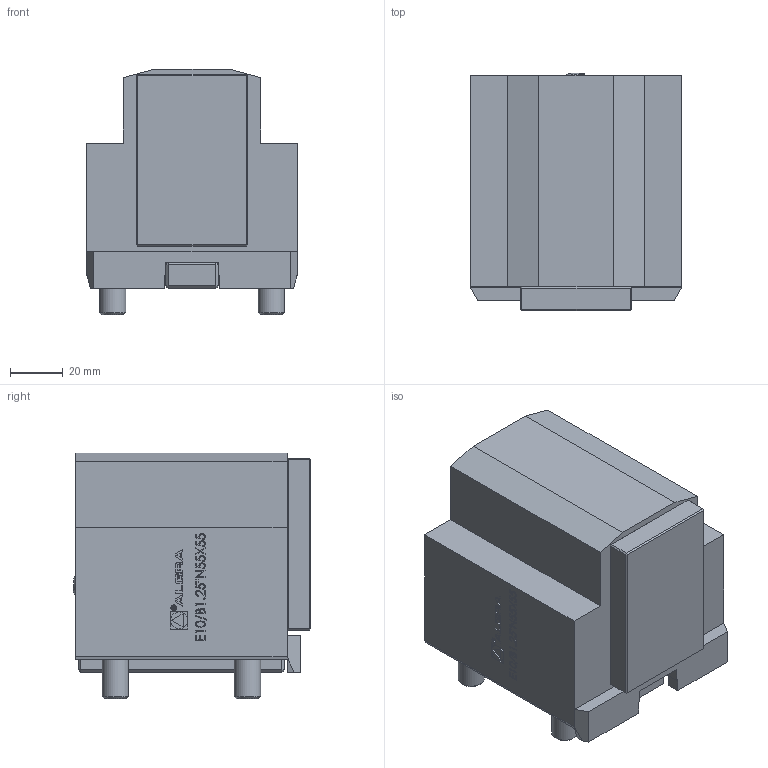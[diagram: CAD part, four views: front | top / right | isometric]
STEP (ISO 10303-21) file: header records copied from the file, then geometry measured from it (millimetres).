
FILE_DESCRIPTION (( 'STEP AP214' ), '1' );
FILE_NAME ('E10B1.25N55X55.STEP', '2025-07-26T07:54:12', ( '' ), ( '' ), 'SwSTEP 2.0', 'SolidWorks 2023', '' );
FILE_SCHEMA (( 'AUTOMOTIVE_DESIGN' ));
Length unit declared in the file: millimetre
Products named in the file (1): E10B1.25N55X55
Bounding box: 80 x 89.91 x 93 mm (x, y, z)
Volume: 410746.9 mm3; surface area: 51285 mm2
Topology: 1 solids, 1 shells, 411 faces, 1063 edges, 690 vertices
Faces by surface type: plane 298, bspline 73, cylinder 35, cone 4, sphere 1
Full cylindrical faces by diameter (mm): 1.7 x1, 2.1 x1, 6.366 x1, 10 x4, 31.75 x1
Entity records: 19782 total; most frequent: CARTESIAN_POINT 6930, ORIENTED_EDGE 2094, DIRECTION 1655, EDGE_CURVE 1047, VECTOR 825, LINE 825, VERTEX_POINT 686, EDGE_LOOP 467
